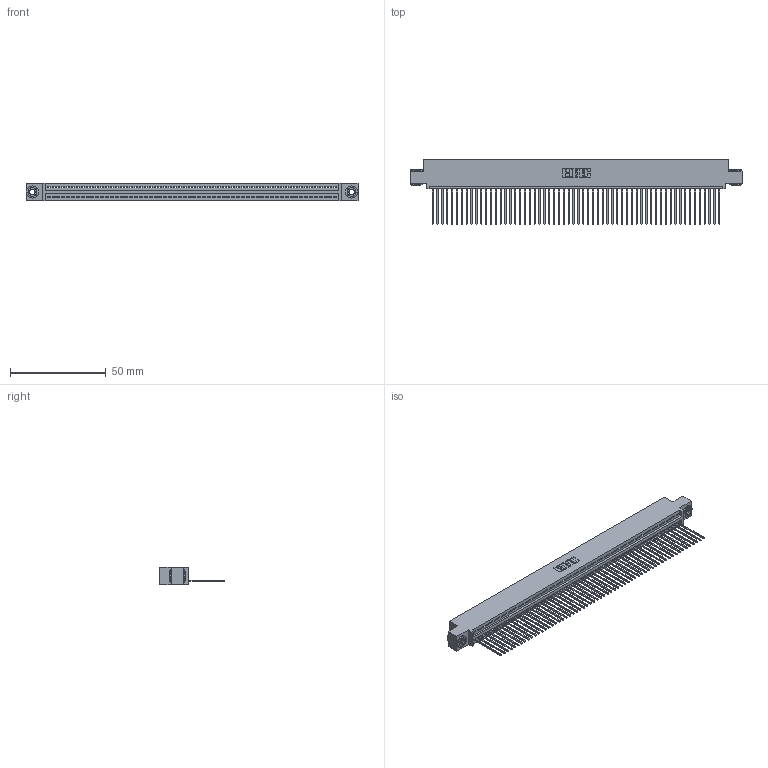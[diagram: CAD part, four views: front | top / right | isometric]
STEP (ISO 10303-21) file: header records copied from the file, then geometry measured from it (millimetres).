
FILE_DESCRIPTION (( 'STEP AP203' ), '1' );
FILE_NAME ('395-060-541-403.STEP', '2018-11-23T14:19:58', ( '' ), ( '' ), 'SwSTEP 2.0', 'SolidWorks 2016', '' );
FILE_SCHEMA (( 'CONFIG_CONTROL_DESIGN' ));
Length unit declared in the file: inch
Products named in the file (4): 345-250-002_345-250-002-102; 395-060-541-403; 345-292-001_345-293-141; 345 Part_0.110 Offset - 0.156 Dia-TH
Assembly tree (63 placements, depth 2):
  395-060-541-403
    345 Part_0.110 Offset - 0.156 Dia-TH
    345-292-001_345-293-141  x60
    345-250-002_345-250-002-102  x2
Bounding box: 173.61 x 33.96 x 9.4 mm (x, y, z)
Volume: 16781 mm3; surface area: 24006.4 mm2
Topology: 63 solids, 63 shells, 3648 faces, 10989 edges, 7242 vertices
Faces by surface type: plane 2494, cylinder 1146, cone 8
Entity records: 43534 total; most frequent: CARTESIAN_POINT 7519, ORIENTED_EDGE 7506, DIRECTION 6571, EDGE_CURVE 3753, VECTOR 3357, LINE 3357, VERTEX_POINT 2498, AXIS2_PLACEMENT_3D 1607
